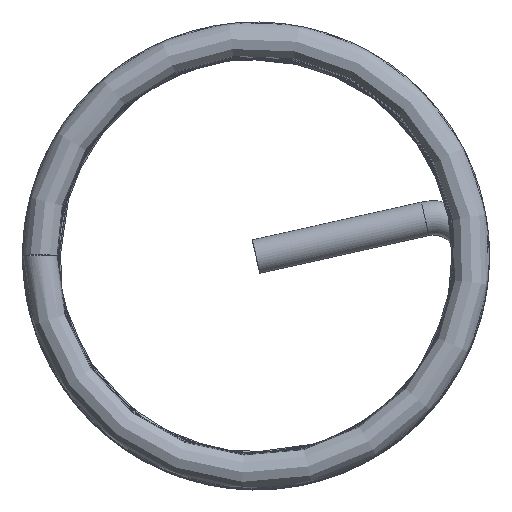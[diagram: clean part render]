
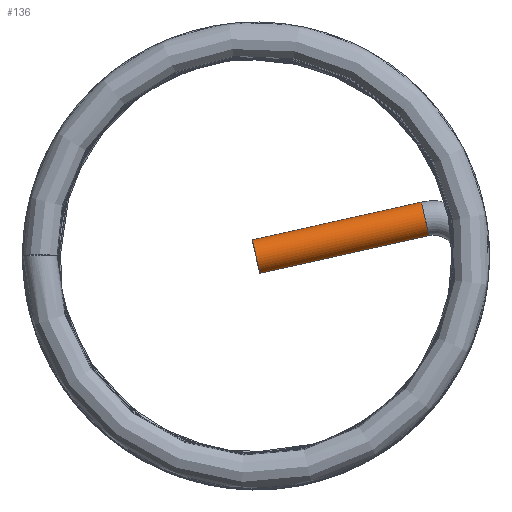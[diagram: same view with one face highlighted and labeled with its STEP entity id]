
A CAD part, top view. The second image highlights one B-rep face of the part: STEP entity #136.
In plain terms, the highlighted cylindrical face has radius 44.45 mm (diameter 88.9 mm), a full revolution.
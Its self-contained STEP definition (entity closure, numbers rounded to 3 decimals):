
#47=CYLINDRICAL_SURFACE('',#150,44.45);
#51=FACE_BOUND('',#73,.T.);
#61=FACE_OUTER_BOUND('',#72,.T.);
#72=EDGE_LOOP('',(#123));
#73=EDGE_LOOP('',(#124));
#87=CIRCLE('',#149,44.45);
#88=CIRCLE('',#151,44.45);
#97=VERTEX_POINT('',#24486);
#98=VERTEX_POINT('',#24489);
#107=EDGE_CURVE('',#97,#97,#87,.T.);
#108=EDGE_CURVE('',#98,#98,#88,.T.);
#123=ORIENTED_EDGE('',*,*,#107,.F.);
#124=ORIENTED_EDGE('',*,*,#108,.F.);
#136=ADVANCED_FACE('',(#61,#51),#47,.T.);
#149=AXIS2_PLACEMENT_3D('',#24487,#174,#175);
#150=AXIS2_PLACEMENT_3D('',#24488,#176,#177);
#151=AXIS2_PLACEMENT_3D('',#24490,#178,#179);
#174=DIRECTION('center_axis',(0.976,0.218,-0.006));
#175=DIRECTION('ref_axis',(0.218,-0.976,0.025));
#176=DIRECTION('center_axis',(0.976,0.218,-0.006));
#177=DIRECTION('ref_axis',(0.218,-0.976,0.025));
#178=DIRECTION('center_axis',(-0.976,-0.218,0.006));
#179=DIRECTION('ref_axis',(0.218,-0.976,0.025));
#24486=CARTESIAN_POINT('',(426.995,140.926,-3.614));
#24487=CARTESIAN_POINT('Origin',(436.69,97.561,-2.502));
#24488=CARTESIAN_POINT('Origin',(0.,0.,
0.));
#24489=CARTESIAN_POINT('',(-9.695,43.366,-1.112));
#24490=CARTESIAN_POINT('Origin',(0.,0.,
0.));
